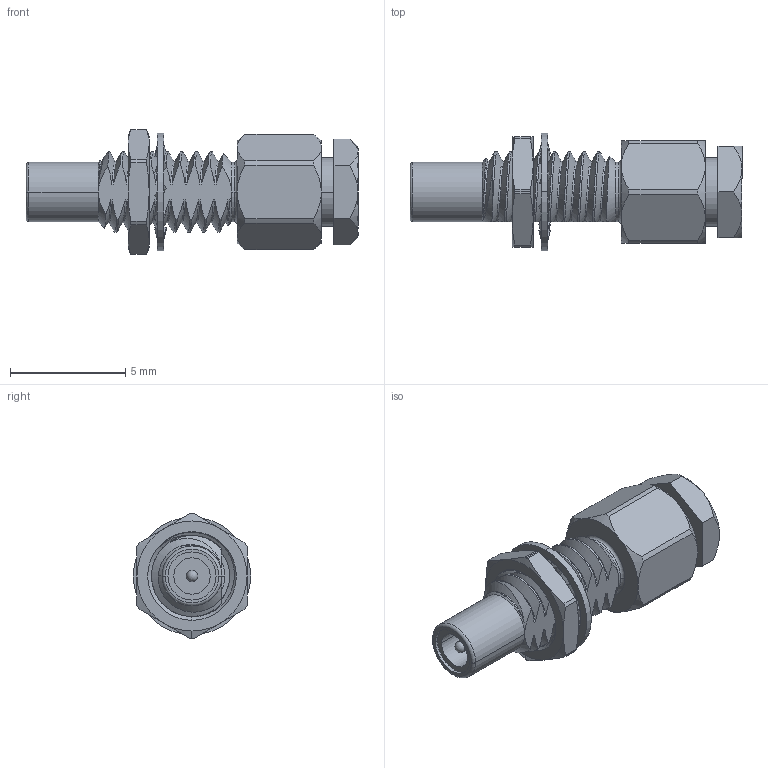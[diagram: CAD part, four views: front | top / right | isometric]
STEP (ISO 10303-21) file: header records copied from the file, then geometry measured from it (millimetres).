
FILE_DESCRIPTION (( 'STEP AP203' ), '1' );
FILE_NAME ('PE45370.step', '2018-07-19T16:58:40', ( '' ), ( '' ), 'SwSTEP 2.0', 'SolidWorks 2017', '' );
FILE_SCHEMA (( 'CONFIG_CONTROL_DESIGN' ));
Length unit declared in the file: inch
Products named in the file (1): PE45370
Bounding box: 14.38 x 5.08 x 5.41 mm (x, y, z)
Volume: 134.3 mm3; surface area: 341.7 mm2
Topology: 4 solids, 4 shells, 215 faces, 532 edges, 339 vertices
Faces by surface type: bspline 70, cone 51, cylinder 45, plane 44, torus 4, sphere 1
Entity records: 15237 total; most frequent: CARTESIAN_POINT 10791, ORIENTED_EDGE 1060, DIRECTION 669, EDGE_CURVE 530, VERTEX_POINT 339, AXIS2_PLACEMENT_3D 271, B_SPLINE_CURVE_WITH_KNOTS 239, EDGE_LOOP 235
